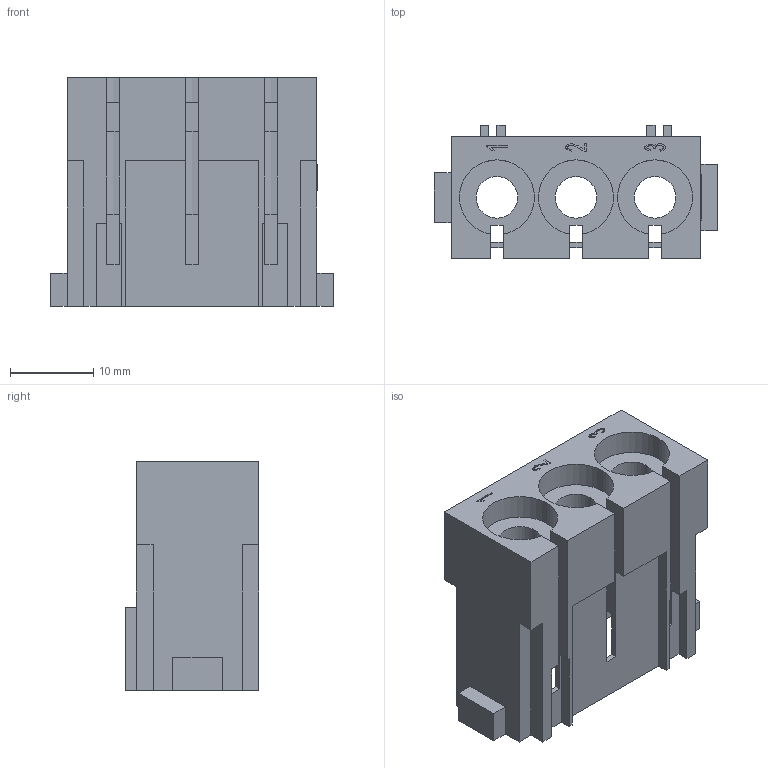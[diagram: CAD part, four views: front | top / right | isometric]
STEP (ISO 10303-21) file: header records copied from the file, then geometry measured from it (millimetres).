
FILE_DESCRIPTION((''),'2;1');
FILE_NAME('CX 03 P.stp','2006-12-08T08:10:37',('gembarski'),(''),'Autodesk Inventor 7','Autodesk Inventor 7','');
FILE_SCHEMA(('AUTOMOTIVE_DESIGN { 1 0 10303 214 1 1 1 1 }'));
Length unit declared in the file: millimetre
Products named in the file (1): CX 03 P
Bounding box: 34 x 16.05 x 27.5 mm (x, y, z)
Volume: 5051.4 mm3; surface area: 5823.2 mm2
Topology: 1 solids, 1 shells, 242 faces, 695 edges, 462 vertices
Faces by surface type: plane 153, bspline 51, cylinder 38
Entity records: 8108 total; most frequent: CARTESIAN_POINT 1955, ORIENTED_EDGE 1390, DIRECTION 1073, EDGE_CURVE 695, VECTOR 537, LINE 537, VERTEX_POINT 462, AXIS2_PLACEMENT_3D 268
